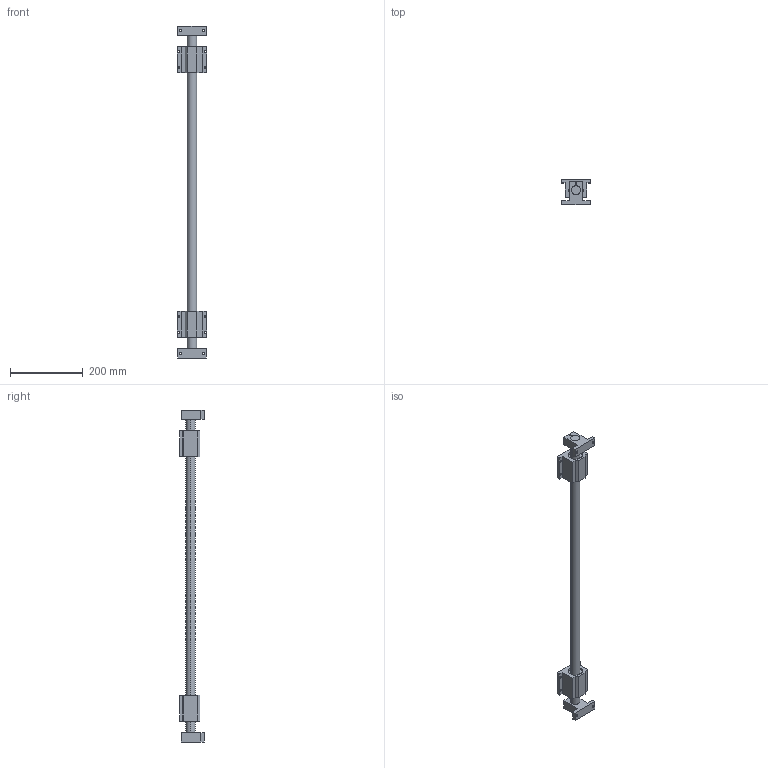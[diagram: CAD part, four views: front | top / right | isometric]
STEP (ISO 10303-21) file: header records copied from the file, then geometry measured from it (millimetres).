
FILE_DESCRIPTION (( 'STEP AP203' ), '1' );
FILE_NAME ('LARSA1-16L36C.step', '2022-08-29T21:37:08', ( '' ), ( '' ), 'SwSTEP 2.0', 'SolidWorks 2021', '' );
FILE_SCHEMA (( 'CONFIG_CONTROL_DESIGN' ));
Length unit declared in the file: inch
Products named in the file (3): LARSA1-16L36C-RAIL; LARSA1-16L36C; LARSACC-003
Assembly tree (3 placements, depth 2):
  LARSA1-16L36C
    LARSA1-16L36C-RAIL
    LARSACC-003  x2
Bounding box: 82.55 x 68.25 x 914.4 mm (x, y, z)
Volume: 965524.4 mm3; surface area: 167875.3 mm2
Topology: 7 solids, 7 shells, 166 faces, 418 edges, 276 vertices
Faces by surface type: plane 98, cylinder 60, cone 8
Entity records: 4045 total; most frequent: DIRECTION 658, CARTESIAN_POINT 637, ORIENTED_EDGE 612, EDGE_CURVE 306, AXIS2_PLACEMENT_3D 223, LINE 212, VECTOR 212, VERTEX_POINT 202
